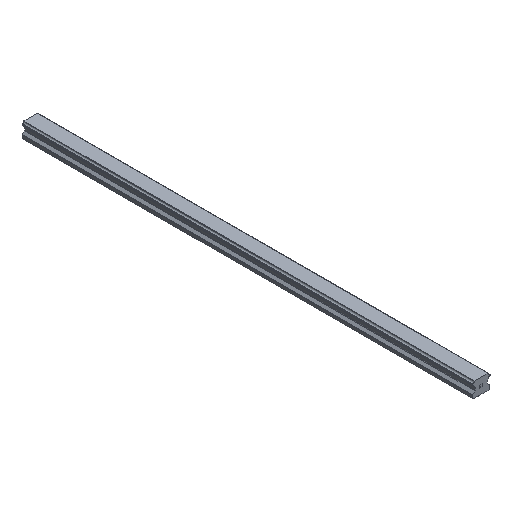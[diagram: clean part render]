
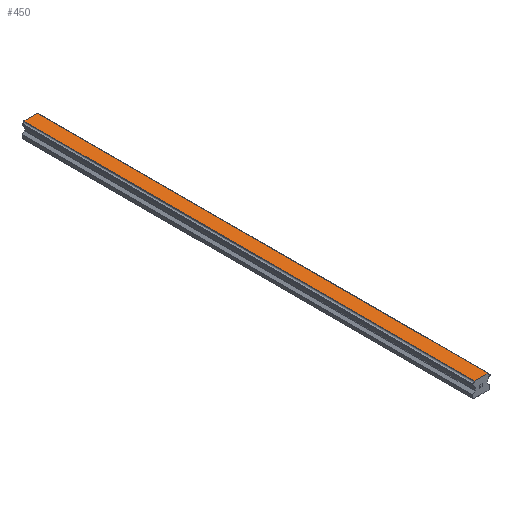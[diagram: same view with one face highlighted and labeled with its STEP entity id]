
A CAD part, isometric view. The second image highlights one B-rep face of the part: STEP entity #450.
In plain terms, the highlighted planar face has unit normal (0, 0, 1).
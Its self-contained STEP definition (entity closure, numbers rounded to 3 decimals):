
#450=ADVANCED_FACE('',(#923),#924,.T.);
#923=FACE_OUTER_BOUND('',#1423,.T.);
#924=PLANE('',#1424);
#1423=EDGE_LOOP('',(#2750,#2751,#2752,#2753));
#1424=AXIS2_PLACEMENT_3D('',#2754,#2755,#2756);
#2750=ORIENTED_EDGE('',*,*,#3386,.T.);
#2751=ORIENTED_EDGE('',*,*,#3504,.F.);
#2752=ORIENTED_EDGE('',*,*,#3248,.T.);
#2753=ORIENTED_EDGE('',*,*,#3502,.T.);
#2754=CARTESIAN_POINT('',(0.,880.0,29.));
#2755=DIRECTION('',(0.0,0.0,1.0));
#2756=DIRECTION('',(-1.0,0.0,0.0));
#3248=EDGE_CURVE('',#3980,#3978,#3981,.T.);
#3386=EDGE_CURVE('',#4211,#4209,#4212,.T.);
#3502=EDGE_CURVE('',#3978,#4211,#4350,.T.);
#3504=EDGE_CURVE('',#3980,#4209,#4352,.T.);
#3978=VERTEX_POINT('',#4997);
#3980=VERTEX_POINT('',#5000);
#3981=LINE('',#5001,#5002);
#4209=VERTEX_POINT('',#5320);
#4211=VERTEX_POINT('',#5323);
#4212=LINE('',#5324,#5325);
#4350=LINE('',#5499,#5500);
#4352=LINE('',#5502,#5503);
#4997=CARTESIAN_POINT('',(-13.251,880.0,29.));
#5000=CARTESIAN_POINT('',(13.251,880.0,29.));
#5001=CARTESIAN_POINT('',(13.251,880.0,29.));
#5002=VECTOR('',#5849,1.0);
#5320=CARTESIAN_POINT('',(13.251,0.0,29.));
#5323=CARTESIAN_POINT('',(-13.251,0.0,29.));
#5324=CARTESIAN_POINT('',(13.251,0.0,29.));
#5325=VECTOR('',#6007,1.0);
#5499=CARTESIAN_POINT('',(-13.251,880.0,29.));
#5500=VECTOR('',#6143,1.0);
#5502=CARTESIAN_POINT('',(13.251,880.0,29.));
#5503=VECTOR('',#6144,1.0);
#5849=DIRECTION('',(-1.0,0.0,0.0));
#6007=DIRECTION('',(1.0,0.0,0.0));
#6143=DIRECTION('',(0.0,-1.0,0.0));
#6144=DIRECTION('',(0.0,-1.0,0.0));
